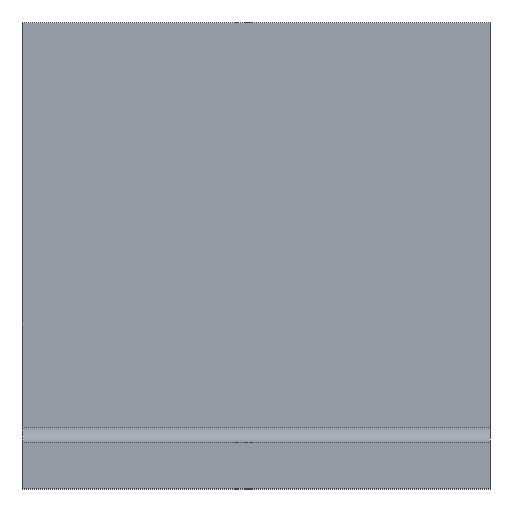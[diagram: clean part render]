
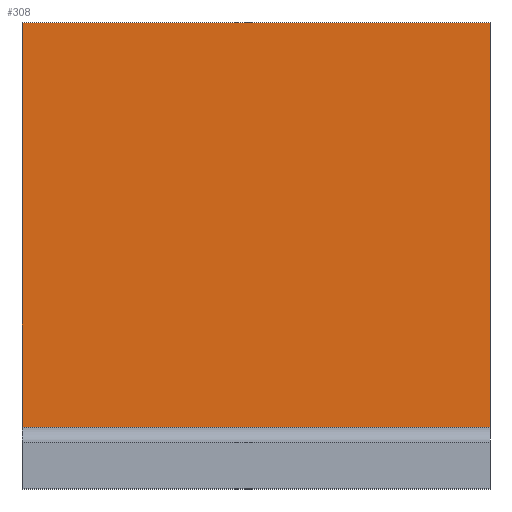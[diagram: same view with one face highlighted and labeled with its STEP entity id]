
A CAD part, top view. The second image highlights one B-rep face of the part: STEP entity #308.
In plain terms, the highlighted planar face has unit normal (0, 0, 1).
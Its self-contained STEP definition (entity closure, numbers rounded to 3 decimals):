
#72 = VERTEX_POINT('',#73);
#73 = CARTESIAN_POINT('',(18.113,-14.384,3.));
#201 = VERTEX_POINT('',#202);
#202 = CARTESIAN_POINT('',(-12.024,-14.384,3.));
#209 = EDGE_CURVE('',#72,#201,#210,.T.);
#210 = LINE('',#211,#212);
#211 = CARTESIAN_POINT('',(18.113,-14.384,3.));
#212 = VECTOR('',#213,1.);
#213 = DIRECTION('',(-1.,0.,0.));
#226 = VERTEX_POINT('',#227);
#227 = CARTESIAN_POINT('',(18.113,11.644,3.));
#233 = EDGE_CURVE('',#226,#72,#234,.T.);
#234 = LINE('',#235,#236);
#235 = CARTESIAN_POINT('',(18.113,11.644,3.));
#236 = VECTOR('',#237,1.);
#237 = DIRECTION('',(0.,-1.,0.));
#308 = ADVANCED_FACE('',(#309),#327,.T.);
#309 = FACE_BOUND('',#310,.F.);
#310 = EDGE_LOOP('',(#311,#319,#320,#321));
#311 = ORIENTED_EDGE('',*,*,#312,.T.);
#312 = EDGE_CURVE('',#313,#226,#315,.T.);
#313 = VERTEX_POINT('',#314);
#314 = CARTESIAN_POINT('',(-12.024,11.644,3.));
#315 = LINE('',#316,#317);
#316 = CARTESIAN_POINT('',(-12.024,11.644,3.));
#317 = VECTOR('',#318,1.);
#318 = DIRECTION('',(1.,0.,0.));
#319 = ORIENTED_EDGE('',*,*,#233,.T.);
#320 = ORIENTED_EDGE('',*,*,#209,.T.);
#321 = ORIENTED_EDGE('',*,*,#322,.T.);
#322 = EDGE_CURVE('',#201,#313,#323,.T.);
#323 = LINE('',#324,#325);
#324 = CARTESIAN_POINT('',(-12.024,-14.384,3.));
#325 = VECTOR('',#326,1.);
#326 = DIRECTION('',(0.,1.,0.));
#327 = PLANE('',#328);
#328 = AXIS2_PLACEMENT_3D('',#329,#330,#331);
#329 = CARTESIAN_POINT('',(3.044,-1.37,3.));
#330 = DIRECTION('',(0.,0.,1.));
#331 = DIRECTION('',(1.,0.,0.));
